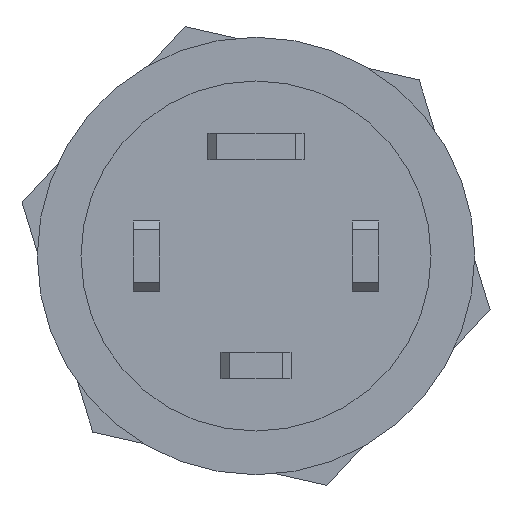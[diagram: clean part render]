
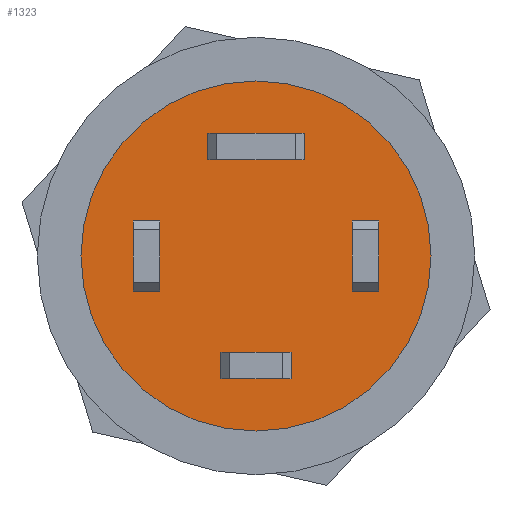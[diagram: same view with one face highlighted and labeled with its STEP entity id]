
A CAD part, front view. The second image highlights one B-rep face of the part: STEP entity #1323.
In plain terms, the highlighted planar face has unit normal (0, -1, 0).
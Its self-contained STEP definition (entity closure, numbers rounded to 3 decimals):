
#34=PLANE('',#1430);
#112=FACE_OUTER_BOUND('',#194,.T.);
#194=EDGE_LOOP('',(#1029));
#259=CIRCLE('',#1429,4.);
#604=VERTEX_POINT('',#3160);
#759=EDGE_CURVE('',#604,#604,#259,.T.);
#1029=ORIENTED_EDGE('',*,*,#759,.F.);
#1323=ADVANCED_FACE('',(#112),#34,.F.);
#1429=AXIS2_PLACEMENT_3D('',#3162,#1574,#1575);
#1430=AXIS2_PLACEMENT_3D('',#3163,#1576,#1577);
#1574=DIRECTION('center_axis',(0.,1.,0.));
#1575=DIRECTION('ref_axis',(1.,0.,0.));
#1576=DIRECTION('center_axis',(0.,1.,0.));
#1577=DIRECTION('ref_axis',(1.,0.,0.));
#3160=CARTESIAN_POINT('',(-4.,0.,0.));
#3162=CARTESIAN_POINT('Origin',(0.,0.,0.));
#3163=CARTESIAN_POINT('Origin',(0.,0.,0.));
